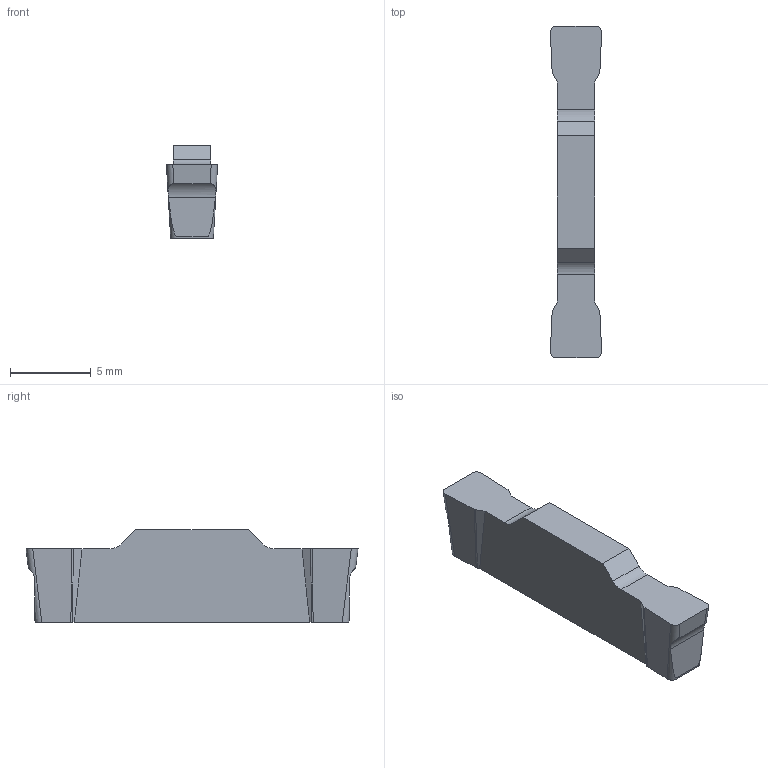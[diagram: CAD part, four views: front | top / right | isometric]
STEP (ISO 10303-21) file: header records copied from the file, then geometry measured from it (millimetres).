
FILE_DESCRIPTION(/* description */ (''),/* implementation_level */ '2;1');
FILE_NAME(/* name */ 'n123g2-0318-0004-gf-1005_cut_20190527_094345_1.stp',/* time_stamp */ '2019-05-27T09:44:46+02:00',/* author */ (''),/* organization */ ('SMS'),/* preprocessor_version */ 'ST-DEVELOPER v15',/* originating_system */ 'SIEMENS PLM Software NX 8.5',/* authorisation */ '');
FILE_SCHEMA (('AUTOMOTIVE_DESIGN { 1 0 10303 214 3 1 1 1 }'));
Length unit declared in the file: millimetre
Products named in the file (1): N123G2-0318-0004-GF-1005_CUT_20190527_094345_1
Bounding box: 3.18 x 20.6 x 5.76 mm (x, y, z)
Volume: 243.6 mm3; surface area: 327.8 mm2
Topology: 1 solids, 1 shells, 34 faces, 97 edges, 67 vertices
Faces by surface type: plane 22, cylinder 8, bspline 4
Entity records: 1290 total; most frequent: CARTESIAN_POINT 382, ORIENTED_EDGE 192, DIRECTION 162, EDGE_CURVE 96, VERTEX_POINT 64, LINE 64, VECTOR 64, AXIS2_PLACEMENT_3D 49
